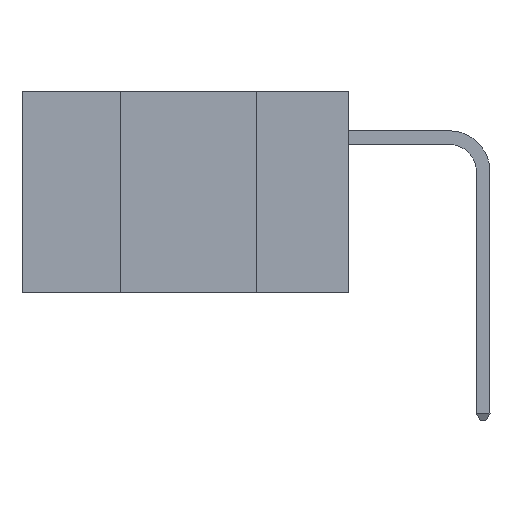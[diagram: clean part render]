
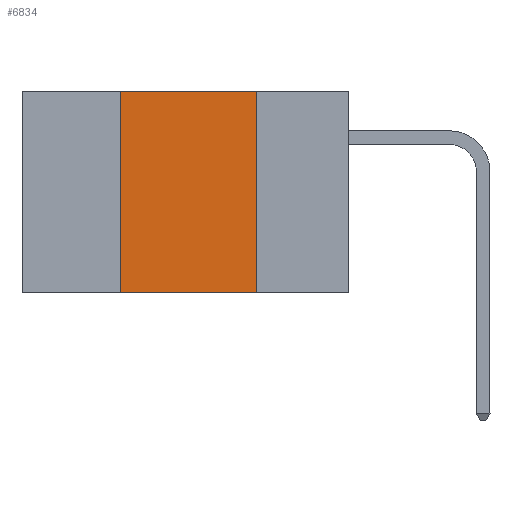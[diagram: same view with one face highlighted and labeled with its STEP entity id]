
A CAD part, left-side view. The second image highlights one B-rep face of the part: STEP entity #6834.
In plain terms, the highlighted planar face has unit normal (-1, 0, 0).
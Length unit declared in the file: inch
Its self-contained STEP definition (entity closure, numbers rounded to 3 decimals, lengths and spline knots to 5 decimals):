
#40 = CARTESIAN_POINT ( 'NONE',  ( 0., 0.42, -0.37 ) ) ;
#249 = ORIENTED_EDGE ( 'NONE', *, *, #2188, .T. ) ;
#733 = DIRECTION ( 'NONE',  ( 1., 0., 0. ) ) ;
#859 = AXIS2_PLACEMENT_3D ( 'NONE', #7822, #733, #6160 ) ;
#964 = VECTOR ( 'NONE', #6310, 39.37008 ) ;
#1012 = CARTESIAN_POINT ( 'NONE',  ( 0., 0.42, 0. ) ) ;
#1707 = DIRECTION ( 'NONE',  ( 0., -1., 0. ) ) ;
#1873 = ORIENTED_EDGE ( 'NONE', *, *, #8792, .F. ) ;
#2188 = EDGE_CURVE ( 'NONE', #9355, #8429, #8726, .T. ) ;
#2484 = ORIENTED_EDGE ( 'NONE', *, *, #3913, .F. ) ;
#2740 = DIRECTION ( 'NONE',  ( 0., 0., -1. ) ) ;
#2811 = CARTESIAN_POINT ( 'NONE',  ( 0., 0.17, -0.37 ) ) ;
#3419 = VECTOR ( 'NONE', #7276, 39.37008 ) ;
#3776 = PLANE ( 'NONE',  #859 ) ;
#3913 = EDGE_CURVE ( 'NONE', #7425, #9632, #7922, .T. ) ;
#3966 = FACE_OUTER_BOUND ( 'NONE', #8687, .T. ) ;
#4183 = LINE ( 'NONE', #5927, #3419 ) ;
#4781 = VECTOR ( 'NONE', #2740, 39.37008 ) ;
#4897 = EDGE_CURVE ( 'NONE', #9355, #7425, #4183, .T. ) ;
#5624 = ORIENTED_EDGE ( 'NONE', *, *, #4897, .F. ) ;
#5927 = CARTESIAN_POINT ( 'NONE',  ( 0., 0.42, 0. ) ) ;
#6160 = DIRECTION ( 'NONE',  ( 0., 0., -1. ) ) ;
#6310 = DIRECTION ( 'NONE',  ( 0., -1., 0. ) ) ;
#6834 = ADVANCED_FACE ( 'NONE', ( #3966 ), #3776, .F. ) ;
#7069 = CARTESIAN_POINT ( 'NONE',  ( 0., 0.6, -0.37 ) ) ;
#7276 = DIRECTION ( 'NONE',  ( 0., 0., 1. ) ) ;
#7407 = CARTESIAN_POINT ( 'NONE',  ( 0., 0.17, 0. ) ) ;
#7425 = VERTEX_POINT ( 'NONE', #1012 ) ;
#7822 = CARTESIAN_POINT ( 'NONE',  ( 0., 0.6, 0. ) ) ;
#7922 = LINE ( 'NONE', #7975, #964 ) ;
#7975 = CARTESIAN_POINT ( 'NONE',  ( 0., 0.6, 0. ) ) ;
#8429 = VERTEX_POINT ( 'NONE', #2811 ) ;
#8687 = EDGE_LOOP ( 'NONE', ( #1873, #2484, #5624, #249 ) ) ;
#8726 = LINE ( 'NONE', #7069, #9579 ) ;
#8792 = EDGE_CURVE ( 'NONE', #9632, #8429, #9061, .T. ) ;
#9061 = LINE ( 'NONE', #9674, #4781 ) ;
#9355 = VERTEX_POINT ( 'NONE', #40 ) ;
#9579 = VECTOR ( 'NONE', #1707, 39.37008 ) ;
#9632 = VERTEX_POINT ( 'NONE', #7407 ) ;
#9674 = CARTESIAN_POINT ( 'NONE',  ( 0., 0.17, 0. ) ) ;
